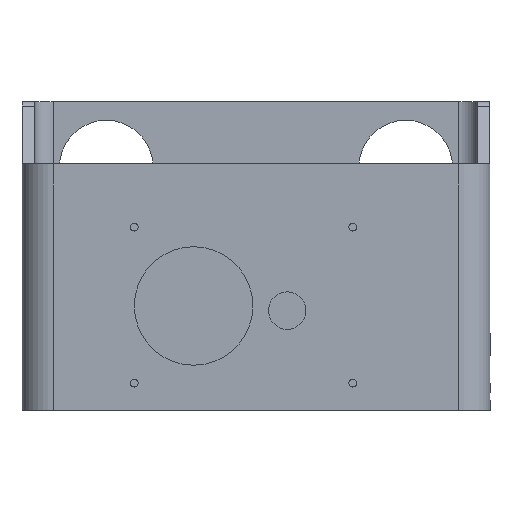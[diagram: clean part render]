
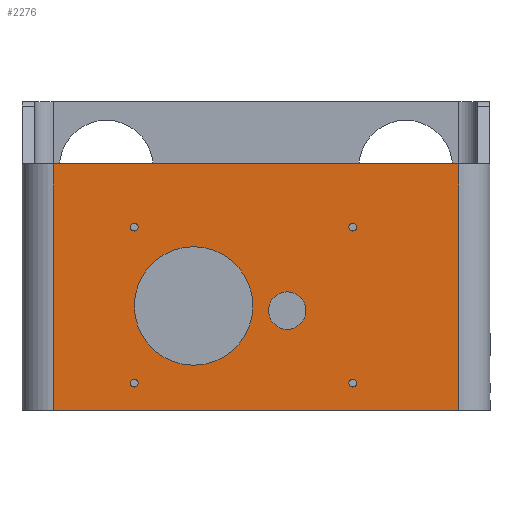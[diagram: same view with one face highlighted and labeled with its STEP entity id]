
A CAD part, left-side view. The second image highlights one B-rep face of the part: STEP entity #2276.
In plain terms, the highlighted planar face has unit normal (-1, 0, 0).
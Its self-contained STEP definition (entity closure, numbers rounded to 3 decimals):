
#205 = VERTEX_POINT ( 'NONE', #640 ) ;
#219 = ORIENTED_EDGE ( 'NONE', *, *, #2506, .F. ) ;
#222 = DIRECTION ( 'NONE',  ( -1., 0., 0. ) ) ;
#274 = CARTESIAN_POINT ( 'NONE',  ( -275., 39., 8.75 ) ) ;
#278 = VERTEX_POINT ( 'NONE', #5182 ) ;
#283 = ORIENTED_EDGE ( 'NONE', *, *, #865, .F. ) ;
#341 = CIRCLE ( 'NONE', #1934, 1.25 ) ;
#432 = CARTESIAN_POINT ( 'NONE',  ( -275., -31., 58.75 ) ) ;
#462 = EDGE_LOOP ( 'NONE', ( #4628, #6474 ) ) ;
#497 = AXIS2_PLACEMENT_3D ( 'NONE', #6327, #5882, #4170 ) ;
#557 = ORIENTED_EDGE ( 'NONE', *, *, #1455, .F. ) ;
#559 = DIRECTION ( 'NONE',  ( -1., 0., 0. ) ) ;
#619 = VERTEX_POINT ( 'NONE', #6109 ) ;
#640 = CARTESIAN_POINT ( 'NONE',  ( -275., 65., 79. ) ) ;
#728 = EDGE_LOOP ( 'NONE', ( #3084, #4774, #5350, #6446 ) ) ;
#732 = CARTESIAN_POINT ( 'NONE',  ( -275., 20., 33.5 ) ) ;
#756 = DIRECTION ( 'NONE',  ( 0., 0., 1. ) ) ;
#760 = LINE ( 'NONE', #2916, #5845 ) ;
#852 = CARTESIAN_POINT ( 'NONE',  ( -275., -10., 38. ) ) ;
#853 = LINE ( 'NONE', #2239, #5611 ) ;
#865 = EDGE_CURVE ( 'NONE', #6794, #3760, #5600, .T. ) ;
#875 = DIRECTION ( 'NONE',  ( 0., 0., 1. ) ) ;
#876 = DIRECTION ( 'NONE',  ( -1., 0., 0. ) ) ;
#905 = CARTESIAN_POINT ( 'NONE',  ( -275., 65., 7. ) ) ;
#960 = EDGE_LOOP ( 'NONE', ( #557, #5465 ) ) ;
#1028 = EDGE_CURVE ( 'NONE', #205, #4404, #1402, .T. ) ;
#1038 = VECTOR ( 'NONE', #3106, 1000. ) ;
#1088 = CARTESIAN_POINT ( 'NONE',  ( -275., -31., 57.5 ) ) ;
#1176 = CIRCLE ( 'NONE', #497, 6. ) ;
#1200 = CARTESIAN_POINT ( 'NONE',  ( -275., 39., 58.75 ) ) ;
#1243 = CARTESIAN_POINT ( 'NONE',  ( -275., -31., 58.75 ) ) ;
#1303 = VERTEX_POINT ( 'NONE', #3250 ) ;
#1309 = CARTESIAN_POINT ( 'NONE',  ( -275., 65., 0. ) ) ;
#1324 = DIRECTION ( 'NONE',  ( -1., 0., 0. ) ) ;
#1402 = LINE ( 'NONE', #3502, #1038 ) ;
#1455 = EDGE_CURVE ( 'NONE', #278, #2613, #2521, .T. ) ;
#1465 = CARTESIAN_POINT ( 'NONE',  ( -275., -10., 32. ) ) ;
#1474 = CARTESIAN_POINT ( 'NONE',  ( -275., 39., 57.5 ) ) ;
#1658 = VERTEX_POINT ( 'NONE', #852 ) ;
#1716 = VERTEX_POINT ( 'NONE', #5839 ) ;
#1794 = DIRECTION ( 'NONE',  ( -1., 0., 0. ) ) ;
#1902 = CARTESIAN_POINT ( 'NONE',  ( -275., -31., 8.75 ) ) ;
#1929 = DIRECTION ( 'NONE',  ( 0., 0., 1. ) ) ;
#1934 = AXIS2_PLACEMENT_3D ( 'NONE', #274, #6806, #3936 ) ;
#1937 = FACE_BOUND ( 'NONE', #3781, .T. ) ;
#1958 = CARTESIAN_POINT ( 'NONE',  ( -275., -31., 8.75 ) ) ;
#1966 = AXIS2_PLACEMENT_3D ( 'NONE', #1465, #4747, #4239 ) ;
#2037 = FACE_BOUND ( 'NONE', #960, .T. ) ;
#2051 = CIRCLE ( 'NONE', #6511, 1.25 ) ;
#2064 = CIRCLE ( 'NONE', #4693, 1.25 ) ;
#2065 = EDGE_CURVE ( 'NONE', #1716, #2256, #2439, .T. ) ;
#2153 = VECTOR ( 'NONE', #6260, 1000. ) ;
#2158 = EDGE_CURVE ( 'NONE', #4569, #1303, #341, .T. ) ;
#2176 = DIRECTION ( 'NONE',  ( 0., 0., 1. ) ) ;
#2224 = EDGE_CURVE ( 'NONE', #2613, #278, #2381, .T. ) ;
#2239 = CARTESIAN_POINT ( 'NONE',  ( -275., 65., 7. ) ) ;
#2256 = VERTEX_POINT ( 'NONE', #6937 ) ;
#2276 = ADVANCED_FACE ( 'NONE', ( #3589, #2037, #5368, #2602, #1937, #4691, #5765 ), #5865, .T. ) ;
#2318 = AXIS2_PLACEMENT_3D ( 'NONE', #732, #222, #4076 ) ;
#2381 = CIRCLE ( 'NONE', #6377, 1.25 ) ;
#2403 = ORIENTED_EDGE ( 'NONE', *, *, #6962, .F. ) ;
#2412 = CIRCLE ( 'NONE', #3107, 1.25 ) ;
#2439 = LINE ( 'NONE', #1309, #2153 ) ;
#2506 = EDGE_CURVE ( 'NONE', #3760, #6794, #5411, .T. ) ;
#2520 = ORIENTED_EDGE ( 'NONE', *, *, #2646, .F. ) ;
#2521 = CIRCLE ( 'NONE', #6521, 1.25 ) ;
#2543 = CARTESIAN_POINT ( 'NONE',  ( -275., 39., 58.75 ) ) ;
#2572 = DIRECTION ( 'NONE',  ( 0., 0., 1. ) ) ;
#2590 = DIRECTION ( 'NONE',  ( -1., 0., 0. ) ) ;
#2602 = FACE_BOUND ( 'NONE', #462, .T. ) ;
#2613 = VERTEX_POINT ( 'NONE', #1474 ) ;
#2646 = EDGE_CURVE ( 'NONE', #1303, #4569, #4611, .T. ) ;
#2741 = CARTESIAN_POINT ( 'NONE',  ( -275., 20., 33.5 ) ) ;
#2916 = CARTESIAN_POINT ( 'NONE',  ( -275., -65., 7. ) ) ;
#3069 = AXIS2_PLACEMENT_3D ( 'NONE', #905, #876, #3150 ) ;
#3084 = ORIENTED_EDGE ( 'NONE', *, *, #1028, .F. ) ;
#3101 = CIRCLE ( 'NONE', #3783, 1.25 ) ;
#3106 = DIRECTION ( 'NONE',  ( 0., -1., 0. ) ) ;
#3107 = AXIS2_PLACEMENT_3D ( 'NONE', #1902, #1794, #875 ) ;
#3150 = DIRECTION ( 'NONE',  ( 0., 0., 1. ) ) ;
#3203 = CARTESIAN_POINT ( 'NONE',  ( -275., -31., 60. ) ) ;
#3250 = CARTESIAN_POINT ( 'NONE',  ( -275., 39., 10. ) ) ;
#3285 = CARTESIAN_POINT ( 'NONE',  ( -275., 20., 52.5 ) ) ;
#3311 = EDGE_LOOP ( 'NONE', ( #7007, #3708 ) ) ;
#3316 = AXIS2_PLACEMENT_3D ( 'NONE', #2741, #5891, #2176 ) ;
#3378 = DIRECTION ( 'NONE',  ( 0., 0., 1. ) ) ;
#3502 = CARTESIAN_POINT ( 'NONE',  ( -275., 75., 79. ) ) ;
#3589 = FACE_BOUND ( 'NONE', #3311, .T. ) ;
#3634 = DIRECTION ( 'NONE',  ( -1., 0., 0. ) ) ;
#3644 = CARTESIAN_POINT ( 'NONE',  ( -275., 20., 14.5 ) ) ;
#3645 = DIRECTION ( 'NONE',  ( -1., 0., 0. ) ) ;
#3708 = ORIENTED_EDGE ( 'NONE', *, *, #4962, .F. ) ;
#3760 = VERTEX_POINT ( 'NONE', #3285 ) ;
#3781 = EDGE_LOOP ( 'NONE', ( #2403, #5945 ) ) ;
#3783 = AXIS2_PLACEMENT_3D ( 'NONE', #432, #2590, #4777 ) ;
#3895 = CIRCLE ( 'NONE', #1966, 6. ) ;
#3919 = AXIS2_PLACEMENT_3D ( 'NONE', #6828, #3645, #1929 ) ;
#3936 = DIRECTION ( 'NONE',  ( 0., 0., 1. ) ) ;
#4076 = DIRECTION ( 'NONE',  ( 0., 0., 1. ) ) ;
#4170 = DIRECTION ( 'NONE',  ( 0., 0., 1. ) ) ;
#4205 = EDGE_CURVE ( 'NONE', #4404, #1716, #760, .T. ) ;
#4239 = DIRECTION ( 'NONE',  ( 0., 0., 1. ) ) ;
#4303 = EDGE_CURVE ( 'NONE', #1658, #6961, #1176, .T. ) ;
#4404 = VERTEX_POINT ( 'NONE', #6020 ) ;
#4509 = CARTESIAN_POINT ( 'NONE',  ( -275., -31., 7.5 ) ) ;
#4569 = VERTEX_POINT ( 'NONE', #4603 ) ;
#4603 = CARTESIAN_POINT ( 'NONE',  ( -275., 39., 7.5 ) ) ;
#4611 = CIRCLE ( 'NONE', #3919, 1.25 ) ;
#4628 = ORIENTED_EDGE ( 'NONE', *, *, #6339, .F. ) ;
#4691 = FACE_BOUND ( 'NONE', #5220, .T. ) ;
#4693 = AXIS2_PLACEMENT_3D ( 'NONE', #1243, #1324, #756 ) ;
#4731 = DIRECTION ( 'NONE',  ( -1., 0., 0. ) ) ;
#4747 = DIRECTION ( 'NONE',  ( -1., 0., 0. ) ) ;
#4774 = ORIENTED_EDGE ( 'NONE', *, *, #5867, .T. ) ;
#4777 = DIRECTION ( 'NONE',  ( 0., 0., 1. ) ) ;
#4962 = EDGE_CURVE ( 'NONE', #6961, #1658, #3895, .T. ) ;
#5027 = EDGE_CURVE ( 'NONE', #6199, #5184, #3101, .T. ) ;
#5182 = CARTESIAN_POINT ( 'NONE',  ( -275., 39., 60. ) ) ;
#5184 = VERTEX_POINT ( 'NONE', #3203 ) ;
#5220 = EDGE_LOOP ( 'NONE', ( #219, #283 ) ) ;
#5319 = DIRECTION ( 'NONE',  ( 0., 0., 1. ) ) ;
#5344 = EDGE_CURVE ( 'NONE', #6092, #619, #2051, .T. ) ;
#5350 = ORIENTED_EDGE ( 'NONE', *, *, #2065, .F. ) ;
#5368 = FACE_BOUND ( 'NONE', #7043, .T. ) ;
#5411 = CIRCLE ( 'NONE', #2318, 19. ) ;
#5465 = ORIENTED_EDGE ( 'NONE', *, *, #2224, .F. ) ;
#5600 = CIRCLE ( 'NONE', #3316, 19. ) ;
#5611 = VECTOR ( 'NONE', #6602, 1000. ) ;
#5676 = DIRECTION ( 'NONE',  ( 0., 0., -1. ) ) ;
#5707 = CARTESIAN_POINT ( 'NONE',  ( -275., -10., 26. ) ) ;
#5765 = FACE_OUTER_BOUND ( 'NONE', #728, .T. ) ;
#5806 = ORIENTED_EDGE ( 'NONE', *, *, #2158, .F. ) ;
#5839 = CARTESIAN_POINT ( 'NONE',  ( -275., -65., 0. ) ) ;
#5845 = VECTOR ( 'NONE', #5676, 1000. ) ;
#5865 = PLANE ( 'NONE',  #3069 ) ;
#5867 = EDGE_CURVE ( 'NONE', #205, #2256, #853, .T. ) ;
#5882 = DIRECTION ( 'NONE',  ( -1., 0., 0. ) ) ;
#5891 = DIRECTION ( 'NONE',  ( -1., 0., 0. ) ) ;
#5945 = ORIENTED_EDGE ( 'NONE', *, *, #5027, .F. ) ;
#6020 = CARTESIAN_POINT ( 'NONE',  ( -275., -65., 79. ) ) ;
#6092 = VERTEX_POINT ( 'NONE', #4509 ) ;
#6109 = CARTESIAN_POINT ( 'NONE',  ( -275., -31., 10. ) ) ;
#6199 = VERTEX_POINT ( 'NONE', #1088 ) ;
#6260 = DIRECTION ( 'NONE',  ( 0., 1., 0. ) ) ;
#6327 = CARTESIAN_POINT ( 'NONE',  ( -275., -10., 32. ) ) ;
#6339 = EDGE_CURVE ( 'NONE', #619, #6092, #2412, .T. ) ;
#6377 = AXIS2_PLACEMENT_3D ( 'NONE', #2543, #4731, #2572 ) ;
#6446 = ORIENTED_EDGE ( 'NONE', *, *, #4205, .F. ) ;
#6474 = ORIENTED_EDGE ( 'NONE', *, *, #5344, .F. ) ;
#6511 = AXIS2_PLACEMENT_3D ( 'NONE', #1958, #3634, #5319 ) ;
#6521 = AXIS2_PLACEMENT_3D ( 'NONE', #1200, #559, #3378 ) ;
#6602 = DIRECTION ( 'NONE',  ( 0., 0., -1. ) ) ;
#6794 = VERTEX_POINT ( 'NONE', #3644 ) ;
#6806 = DIRECTION ( 'NONE',  ( -1., 0., 0. ) ) ;
#6828 = CARTESIAN_POINT ( 'NONE',  ( -275., 39., 8.75 ) ) ;
#6937 = CARTESIAN_POINT ( 'NONE',  ( -275., 65., 0. ) ) ;
#6961 = VERTEX_POINT ( 'NONE', #5707 ) ;
#6962 = EDGE_CURVE ( 'NONE', #5184, #6199, #2064, .T. ) ;
#7007 = ORIENTED_EDGE ( 'NONE', *, *, #4303, .F. ) ;
#7043 = EDGE_LOOP ( 'NONE', ( #2520, #5806 ) ) ;
